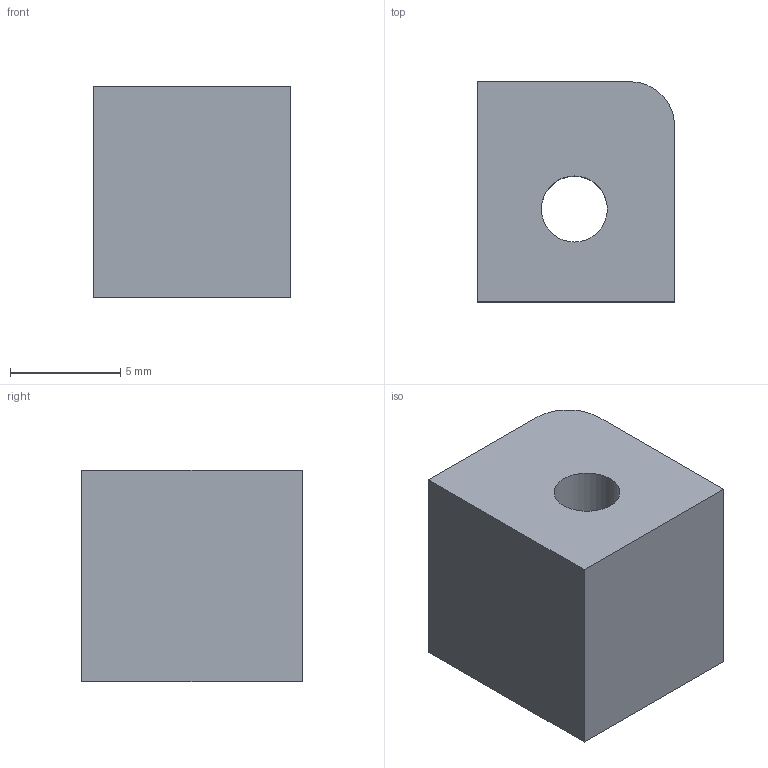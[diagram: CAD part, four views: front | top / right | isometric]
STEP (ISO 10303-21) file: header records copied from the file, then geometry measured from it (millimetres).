
FILE_DESCRIPTION(/* description */ (''),/* implementation_level */ '2;1');
FILE_NAME(/* name */ 'export_inv_cube.stp',/* time_stamp */ '2024-02-01T11:43:08+01:00',/* author */ ('KRALICEKr'),/* organization */ (''),/* preprocessor_version */ 'ST-DEVELOPER v19.2',/* originating_system */ 'Autodesk Inventor 2024',/* authorisation */ '');
FILE_SCHEMA (('AUTOMOTIVE_DESIGN { 1 0 10303 214 3 1 1 }'));
Length unit declared in the file: millimetre
Products named in the file (1): Součást1
Bounding box: 8.95 x 10 x 9.59 mm (x, y, z)
Volume: 782.4 mm3; surface area: 608.8 mm2
Topology: 1 solids, 1 shells, 8 faces, 18 edges, 13 vertices
Faces by surface type: plane 6, cylinder 2
Full cylindrical faces by diameter (mm): 3 x1
Entity records: 284 total; most frequent: DIRECTION 40, CARTESIAN_POINT 40, ORIENTED_EDGE 36, EDGE_CURVE 18, LINE 14, VECTOR 14, AXIS2_PLACEMENT_3D 13, VERTEX_POINT 12
